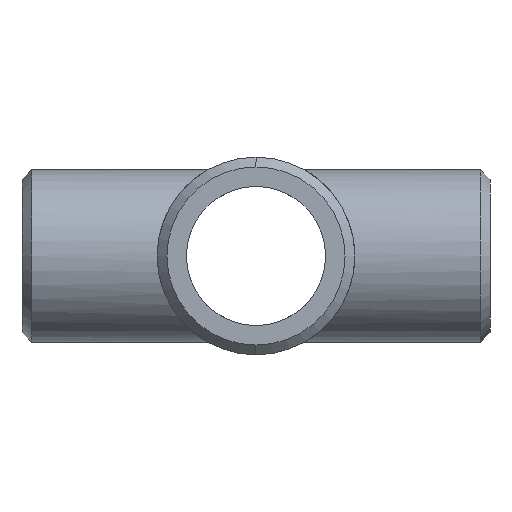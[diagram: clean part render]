
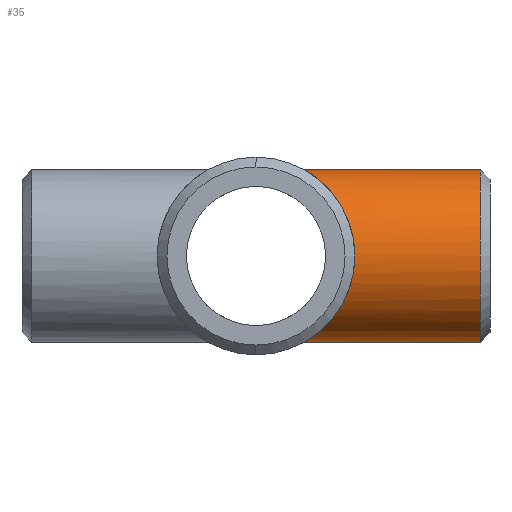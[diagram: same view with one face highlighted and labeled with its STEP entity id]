
A CAD part, left-side view. The second image highlights one B-rep face of the part: STEP entity #35.
In plain terms, the highlighted cylindrical face has radius 21.082 mm (diameter 42.164 mm), a partial arc.
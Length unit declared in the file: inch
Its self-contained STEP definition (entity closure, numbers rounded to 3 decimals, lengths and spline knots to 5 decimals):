
#4 = CARTESIAN_POINT ( 'NONE',  ( -0.69458, -0.83425, -0.45514 ) ) ;
#6 = ORIENTED_EDGE ( 'NONE', *, *, #695, .T. ) ;
#24 = B_SPLINE_CURVE_WITH_KNOTS ( 'NONE', 3,
 ( #857, #416, #133, #1153, #312, #1045, #1143, #686, #214, #1055, #603, #225, #46, #1051, #593, #318, #237, #610, #500, #1163, #793, #876, #869, #587, #959, #128, #41, #979, #696, #144, #307, #495, #407, #955, #122, #34, #784, #799, #1169, #512, #51, #886, #422, #354, #4, #915, #182, #555, #469, #542, #1108, #97, #648, #72, #823, #1017, #1004, #85, #535, #90, #79, #456 ),
 .UNSPECIFIED., .F., .F.,
 ( 4, 2, 2, 2, 2, 2, 2, 2, 2, 2, 2, 2, 2, 2, 2, 2, 2, 2, 2, 2, 2, 2, 2, 2, 2, 2, 2, 2, 2, 2, 4 ),
 ( 0.07139, 0.07362, 0.07585, 0.07808, 0.08031, 0.08477, 0.087, 0.08923, 0.09369, 0.09592, 0.09816, 0.10039, 0.1015, 0.10262, 0.10708, 0.10819, 0.10931, 0.11154, 0.11265, 0.11377, 0.116, 0.11823, 0.12046, 0.12492, 0.12715, 0.12938, 0.13384, 0.13607, 0.1383, 0.14053, 0.14277 ),
 .UNSPECIFIED. ) ;
#34 = CARTESIAN_POINT ( 'NONE',  ( -0.80885, -0.93158, -0.18675 ) ) ;
#35 = ADVANCED_FACE ( 'NONE', ( #552 ), #390, .T. ) ;
#41 = CARTESIAN_POINT ( 'NONE',  ( -0.80838, -0.93117, 0.18877 ) ) ;
#46 = CARTESIAN_POINT ( 'NONE',  ( -0.50099, -0.68148, 0.66224 ) ) ;
#50 = DIRECTION ( 'NONE',  ( 0., 1., 0. ) ) ;
#51 = CARTESIAN_POINT ( 'NONE',  ( -0.77067, -0.89861, -0.30942 ) ) ;
#53 = LINE ( 'NONE', #423, #445 ) ;
#67 = CARTESIAN_POINT ( 'NONE',  ( 0., -2.15633, -0.83 ) ) ;
#72 = CARTESIAN_POINT ( 'NONE',  ( -0.30171, -0.55158, -0.77366 ) ) ;
#79 = CARTESIAN_POINT ( 'NONE',  ( -0.0298, -0.46217, -0.83 ) ) ;
#85 = CARTESIAN_POINT ( 'NONE',  ( -0.14497, -0.4837, -0.81772 ) ) ;
#90 = CARTESIAN_POINT ( 'NONE',  ( -0.059, -0.46506, -0.8284 ) ) ;
#97 = CARTESIAN_POINT ( 'NONE',  ( -0.41801, -0.62245, -0.71883 ) ) ;
#122 = CARTESIAN_POINT ( 'NONE',  ( -0.81787, -0.93941, -0.14433 ) ) ;
#127 = DIRECTION ( 'NONE',  ( 0., 1., 0. ) ) ;
#128 = CARTESIAN_POINT ( 'NONE',  ( -0.80498, -0.92822, 0.20275 ) ) ;
#132 = AXIS2_PLACEMENT_3D ( 'NONE', #143, #50, #989 ) ;
#133 = CARTESIAN_POINT ( 'NONE',  ( -0.05845, -0.46497, 0.82846 ) ) ;
#143 = CARTESIAN_POINT ( 'NONE',  ( 0., -2.15633, 0. ) ) ;
#144 = CARTESIAN_POINT ( 'NONE',  ( -0.83003, -0.95002, -0.01324 ) ) ;
#173 = EDGE_CURVE ( 'NONE', #649, #730, #24, .T. ) ;
#182 = CARTESIAN_POINT ( 'NONE',  ( -0.61537, -0.76926, -0.55932 ) ) ;
#186 = CARTESIAN_POINT ( 'NONE',  ( 0., -2.25, 0. ) ) ;
#195 = CARTESIAN_POINT ( 'NONE',  ( 0., -0.46217, 0.83 ) ) ;
#214 = CARTESIAN_POINT ( 'NONE',  ( -0.30127, -0.55135, 0.77383 ) ) ;
#225 = CARTESIAN_POINT ( 'NONE',  ( -0.4804, -0.66645, 0.67732 ) ) ;
#233 = AXIS2_PLACEMENT_3D ( 'NONE', #186, #1137, #301 ) ;
#237 = CARTESIAN_POINT ( 'NONE',  ( -0.64803, -0.79577, 0.52132 ) ) ;
#301 = DIRECTION ( 'NONE',  ( 0., 0., -1. ) ) ;
#307 = CARTESIAN_POINT ( 'NONE',  ( -0.82965, -0.9497, -0.02811 ) ) ;
#312 = CARTESIAN_POINT ( 'NONE',  ( -0.14459, -0.48359, 0.81778 ) ) ;
#318 = CARTESIAN_POINT ( 'NONE',  ( -0.61439, -0.76847, 0.56038 ) ) ;
#354 = CARTESIAN_POINT ( 'NONE',  ( -0.709, -0.8463, -0.4324 ) ) ;
#390 = CYLINDRICAL_SURFACE ( 'NONE', #233, 0.83 ) ;
#407 = CARTESIAN_POINT ( 'NONE',  ( -0.82699, -0.94737, -0.07214 ) ) ;
#416 = CARTESIAN_POINT ( 'NONE',  ( -0.02923, -0.46217, 0.83 ) ) ;
#422 = CARTESIAN_POINT ( 'NONE',  ( -0.73593, -0.86898, -0.38479 ) ) ;
#423 = CARTESIAN_POINT ( 'NONE',  ( 0., -2.25, -0.83 ) ) ;
#445 = VECTOR ( 'NONE', #1062, 39.37008 ) ;
#456 = CARTESIAN_POINT ( 'NONE',  ( 0., -0.46217, -0.83 ) ) ;
#469 = CARTESIAN_POINT ( 'NONE',  ( -0.54106, -0.71146, -0.62992 ) ) ;
#476 = ORIENTED_EDGE ( 'NONE', *, *, #173, .T. ) ;
#478 = EDGE_CURVE ( 'NONE', #1101, #730, #53, .T. ) ;
#485 = LINE ( 'NONE', #868, #609 ) ;
#495 = CARTESIAN_POINT ( 'NONE',  ( -0.82813, -0.94837, -0.05753 ) ) ;
#500 = CARTESIAN_POINT ( 'NONE',  ( -0.70844, -0.84583, 0.4333 ) ) ;
#512 = CARTESIAN_POINT ( 'NONE',  ( -0.78071, -0.90724, -0.2832 ) ) ;
#529 = CARTESIAN_POINT ( 'NONE',  ( 0., -2.15633, 0.83 ) ) ;
#535 = CARTESIAN_POINT ( 'NONE',  ( -0.1165, -0.47579, -0.82229 ) ) ;
#542 = CARTESIAN_POINT ( 'NONE',  ( -0.50144, -0.68181, -0.6619 ) ) ;
#552 = FACE_OUTER_BOUND ( 'NONE', #878, .T. ) ;
#555 = CARTESIAN_POINT ( 'NONE',  ( -0.56029, -0.72622, -0.61289 ) ) ;
#587 = CARTESIAN_POINT ( 'NONE',  ( -0.79333, -0.91814, 0.24438 ) ) ;
#593 = CARTESIAN_POINT ( 'NONE',  ( -0.55956, -0.72566, 0.61355 ) ) ;
#603 = CARTESIAN_POINT ( 'NONE',  ( -0.41713, -0.62185, 0.71935 ) ) ;
#609 = VECTOR ( 'NONE', #127, 39.37008 ) ;
#610 = CARTESIAN_POINT ( 'NONE',  ( -0.69389, -0.83367, 0.4562 ) ) ;
#648 = CARTESIAN_POINT ( 'NONE',  ( -0.37358, -0.59298, -0.743 ) ) ;
#649 = VERTEX_POINT ( 'NONE', #195 ) ;
#686 = CARTESIAN_POINT ( 'NONE',  ( -0.27662, -0.53815, 0.78301 ) ) ;
#694 = CARTESIAN_POINT ( 'NONE',  ( 0., -0.46217, -0.83 ) ) ;
#695 = EDGE_CURVE ( 'NONE', #968, #649, #485, .T. ) ;
#696 = CARTESIAN_POINT ( 'NONE',  ( -0.82989, -0.9499, 0.06074 ) ) ;
#730 = VERTEX_POINT ( 'NONE', #694 ) ;
#784 = CARTESIAN_POINT ( 'NONE',  ( -0.80548, -0.92865, -0.20079 ) ) ;
#793 = CARTESIAN_POINT ( 'NONE',  ( -0.74756, -0.87887, 0.36168 ) ) ;
#799 = CARTESIAN_POINT ( 'NONE',  ( -0.798, -0.92217, -0.2287 ) ) ;
#823 = CARTESIAN_POINT ( 'NONE',  ( -0.27684, -0.53827, -0.78293 ) ) ;
#857 = CARTESIAN_POINT ( 'NONE',  ( 0., -0.46217, 0.83 ) ) ;
#868 = CARTESIAN_POINT ( 'NONE',  ( 0., -2.25, 0.83 ) ) ;
#869 = CARTESIAN_POINT ( 'NONE',  ( -0.78005, -0.90667, 0.28501 ) ) ;
#875 = EDGE_CURVE ( 'NONE', #1101, #968, #1027, .T. ) ;
#876 = CARTESIAN_POINT ( 'NONE',  ( -0.76997, -0.89801, 0.31115 ) ) ;
#878 = EDGE_LOOP ( 'NONE', ( #1085, #6, #476, #1079 ) ) ;
#886 = CARTESIAN_POINT ( 'NONE',  ( -0.74828, -0.87948, -0.36021 ) ) ;
#915 = CARTESIAN_POINT ( 'NONE',  ( -0.64899, -0.79655, -0.52011 ) ) ;
#955 = CARTESIAN_POINT ( 'NONE',  ( -0.82242, -0.94338, -0.11568 ) ) ;
#959 = CARTESIAN_POINT ( 'NONE',  ( -0.79747, -0.92171, 0.23055 ) ) ;
#968 = VERTEX_POINT ( 'NONE', #529 ) ;
#979 = CARTESIAN_POINT ( 'NONE',  ( -0.82353, -0.94433, 0.11841 ) ) ;
#989 = DIRECTION ( 'NONE',  ( 0., 0., -1. ) ) ;
#1004 = CARTESIAN_POINT ( 'NONE',  ( -0.19954, -0.50275, -0.80614 ) ) ;
#1017 = CARTESIAN_POINT ( 'NONE',  ( -0.2258, -0.51389, -0.79914 ) ) ;
#1027 = CIRCLE ( 'NONE', #132, 0.83 ) ;
#1045 = CARTESIAN_POINT ( 'NONE',  ( -0.1989, -0.50251, 0.80629 ) ) ;
#1051 = CARTESIAN_POINT ( 'NONE',  ( -0.54055, -0.71107, 0.63036 ) ) ;
#1055 = CARTESIAN_POINT ( 'NONE',  ( -0.37271, -0.59245, 0.74342 ) ) ;
#1062 = DIRECTION ( 'NONE',  ( 0., 1., 0. ) ) ;
#1079 = ORIENTED_EDGE ( 'NONE', *, *, #478, .F. ) ;
#1085 = ORIENTED_EDGE ( 'NONE', *, *, #875, .T. ) ;
#1101 = VERTEX_POINT ( 'NONE', #67 ) ;
#1108 = CARTESIAN_POINT ( 'NONE',  ( -0.48105, -0.66692, -0.67685 ) ) ;
#1137 = DIRECTION ( 'NONE',  ( 0., 1., 0. ) ) ;
#1143 = CARTESIAN_POINT ( 'NONE',  ( -0.22522, -0.51363, 0.79931 ) ) ;
#1153 = CARTESIAN_POINT ( 'NONE',  ( -0.11661, -0.4758, 0.82229 ) ) ;
#1163 = CARTESIAN_POINT ( 'NONE',  ( -0.73523, -0.8684, 0.38609 ) ) ;
#1169 = CARTESIAN_POINT ( 'NONE',  ( -0.7939, -0.91863, -0.24253 ) ) ;
